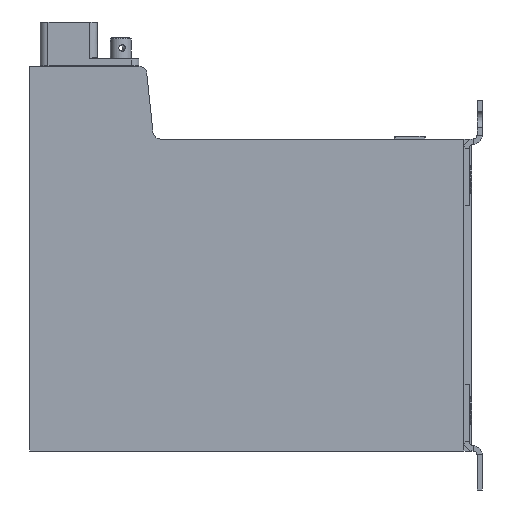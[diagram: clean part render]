
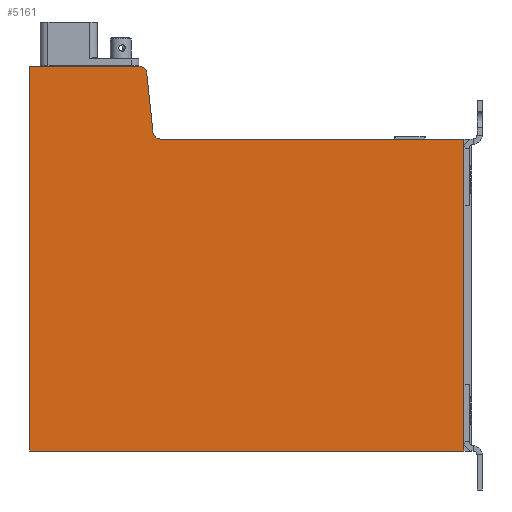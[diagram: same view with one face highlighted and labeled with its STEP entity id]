
A CAD part, left-side view. The second image highlights one B-rep face of the part: STEP entity #5161.
In plain terms, the highlighted planar face has unit normal (-1, 0, 0).
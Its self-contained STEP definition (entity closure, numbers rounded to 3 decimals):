
#5161=ADVANCED_FACE('',(#10890),#10892,.F.);
#10890=FACE_BOUND('',#10891,.T.);
#10891=EDGE_LOOP('',(#17118,#17119,#17120,#17121,#17122,#17123,#17124,#17125));
#10892=PLANE('',#10893);
#10893=AXIS2_PLACEMENT_3D('',#10894,#10895,#10896);
#10894=CARTESIAN_POINT('',(-50.,0.,0.));
#10895=DIRECTION('',(1.,0.,0.));
#10896=DIRECTION('',(0.,1.,0.));
#17118=ORIENTED_EDGE('',*,*,#21050,.T.);
#17119=ORIENTED_EDGE('',*,*,#21051,.F.);
#17120=ORIENTED_EDGE('',*,*,#21052,.F.);
#17121=ORIENTED_EDGE('',*,*,#21053,.F.);
#17122=ORIENTED_EDGE('',*,*,#21054,.F.);
#17123=ORIENTED_EDGE('',*,*,#19858,.F.);
#17124=ORIENTED_EDGE('',*,*,#21055,.F.);
#17125=ORIENTED_EDGE('',*,*,#21056,.F.);
#19858=EDGE_CURVE('',#22218,#22219,#22220,.T.);
#21050=EDGE_CURVE('',#24208,#24209,#24210,.T.);
#21051=EDGE_CURVE('',#24211,#24209,#24212,.T.);
#21052=EDGE_CURVE('',#24213,#24211,#24214,.T.);
#21053=EDGE_CURVE('',#24215,#24213,#24216,.T.);
#21054=EDGE_CURVE('',#22219,#24215,#24217,.T.);
#21055=EDGE_CURVE('',#24218,#22218,#24219,.T.);
#21056=EDGE_CURVE('',#24208,#24218,#24220,.T.);
#22218=VERTEX_POINT('',#26130);
#22219=VERTEX_POINT('',#26131);
#22220=LINE('',#26132,#26133);
#24208=VERTEX_POINT('',#30936);
#24209=VERTEX_POINT('',#30937);
#24210=LINE('',#30938,#30939);
#24211=VERTEX_POINT('',#30941);
#24212=LINE('',#30942,#30943);
#24213=VERTEX_POINT('',#30945);
#24214=CIRCLE('',#30946,3.);
#24215=VERTEX_POINT('',#30950);
#24216=LINE('',#30951,#30952);
#24217=CIRCLE('',#30954,3.);
#24218=VERTEX_POINT('',#30958);
#24219=LINE('',#30959,#30960);
#24220=LINE('',#30962,#30963);
#26130=CARTESIAN_POINT('',(-50.,85.,113.));
#26131=CARTESIAN_POINT('',(-50.,43.,113.));
#26132=CARTESIAN_POINT('',(-50.,85.,113.));
#26133=VECTOR('',#26134,1.);
#26134=DIRECTION('',(0.,-1.,0.));
#30936=CARTESIAN_POINT('',(-50.,-82.,-35.));
#30937=CARTESIAN_POINT('',(-50.,-82.,85.));
#30938=CARTESIAN_POINT('',(-50.,-82.,-35.));
#30939=VECTOR('',#30940,1.);
#30940=DIRECTION('',(0.,0.,1.));
#30941=CARTESIAN_POINT('',(-50.,34.655,85.));
#30942=CARTESIAN_POINT('',(-50.,34.655,85.));
#30943=VECTOR('',#30944,1.);
#30944=DIRECTION('',(0.,-1.,0.));
#30945=CARTESIAN_POINT('',(-50.,37.638,87.686));
#30946=AXIS2_PLACEMENT_3D('',#30947,#30948,#30949);
#30947=CARTESIAN_POINT('',(-50.,34.655,88.));
#30948=DIRECTION('',(-1.,0.,0.));
#30949=DIRECTION('',(0.,0.995,-0.105));
#30950=CARTESIAN_POINT('',(-50.,40.016,110.314));
#30951=CARTESIAN_POINT('',(-50.,40.016,110.314));
#30952=VECTOR('',#30953,1.);
#30953=DIRECTION('',(0.,-0.105,-0.995));
#30954=AXIS2_PLACEMENT_3D('',#30955,#30956,#30957);
#30955=CARTESIAN_POINT('',(-50.,43.,110.));
#30956=DIRECTION('',(1.,0.,0.));
#30957=DIRECTION('',(0.,0.,1.));
#30958=CARTESIAN_POINT('',(-50.,85.,-35.));
#30959=CARTESIAN_POINT('',(-50.,85.,-35.));
#30960=VECTOR('',#30961,1.);
#30961=DIRECTION('',(0.,0.,1.));
#30962=CARTESIAN_POINT('',(-50.,-82.,-35.));
#30963=VECTOR('',#30964,1.);
#30964=DIRECTION('',(0.,1.,0.));
